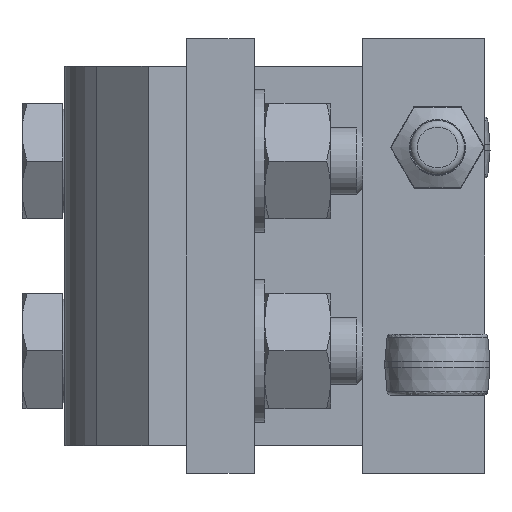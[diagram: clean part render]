
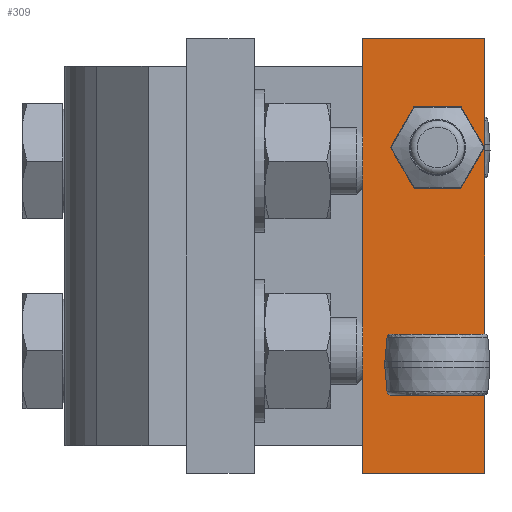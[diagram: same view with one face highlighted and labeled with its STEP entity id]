
A CAD part, left-side view. The second image highlights one B-rep face of the part: STEP entity #309.
In plain terms, the highlighted planar face has unit normal (-1, 0, 0).
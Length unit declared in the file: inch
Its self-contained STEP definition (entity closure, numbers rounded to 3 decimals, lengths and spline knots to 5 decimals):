
#124=CARTESIAN_POINT('',(5.03125,-1.6875,-0.71875));
#125=VERTEX_POINT('',#124);
#126=CARTESIAN_POINT('',(5.03125,-1.6875,-1.));
#127=DIRECTION('',(1.0,0.0,0.0));
#128=DIRECTION('',(0.0,0.0,-1.0));
#129=AXIS2_PLACEMENT_3D('',#126,#127,#128);
#130=CIRCLE('',#129,0.28125);
#131=EDGE_CURVE('',#125,#125,#130,.T.);
#152=CARTESIAN_POINT('',(5.03125,-1.6875,1.28125));
#153=VERTEX_POINT('',#152);
#154=CARTESIAN_POINT('',(5.03125,-1.6875,1.0));
#155=DIRECTION('',(1.0,0.0,0.0));
#156=DIRECTION('',(0.0,0.0,-1.0));
#157=AXIS2_PLACEMENT_3D('',#154,#155,#156);
#158=CIRCLE('',#157,0.28125);
#159=EDGE_CURVE('',#153,#153,#158,.T.);
#180=CARTESIAN_POINT('',(5.03125,-1.,2.0));
#181=VERTEX_POINT('',#180);
#198=CARTESIAN_POINT('',(5.03125,-1.,-2.0));
#199=VERTEX_POINT('',#198);
#206=CARTESIAN_POINT('',(5.03125,-1.,-2.0));
#207=DIRECTION('',(0.0,0.0,1.0));
#208=VECTOR('',#207,4.0);
#209=LINE('',#206,#208);
#210=EDGE_CURVE('',#199,#181,#209,.T.);
#262=CARTESIAN_POINT('',(5.03125,-2.125,-2.0));
#263=VERTEX_POINT('',#262);
#270=CARTESIAN_POINT('',(5.03125,-1.,-2.0));
#271=DIRECTION('',(0.0,-1.0,0.0));
#272=VECTOR('',#271,1.125);
#273=LINE('',#270,#272);
#274=EDGE_CURVE('',#199,#263,#273,.T.);
#280=CARTESIAN_POINT('',(5.03125,-2.125,0.0));
#281=DIRECTION('',(-1.0,0.0,0.0));
#282=DIRECTION('',(0.0,0.0,1.0));
#283=AXIS2_PLACEMENT_3D('',#280,#281,#282);
#284=PLANE('',#283);
#285=CARTESIAN_POINT('',(5.03125,-2.125,2.0));
#286=VERTEX_POINT('',#285);
#287=CARTESIAN_POINT('',(5.03125,-2.125,2.0));
#288=DIRECTION('',(0.0,1.0,0.0));
#289=VECTOR('',#288,1.125);
#290=LINE('',#287,#289);
#291=EDGE_CURVE('',#286,#181,#290,.T.);
#292=ORIENTED_EDGE('',*,*,#291,.T.);
#293=ORIENTED_EDGE('',*,*,#210,.F.);
#294=ORIENTED_EDGE('',*,*,#274,.T.);
#295=CARTESIAN_POINT('',(5.03125,-2.125,2.0));
#296=DIRECTION('',(0.0,0.0,-1.0));
#297=VECTOR('',#296,4.0);
#298=LINE('',#295,#297);
#299=EDGE_CURVE('',#286,#263,#298,.T.);
#300=ORIENTED_EDGE('',*,*,#299,.F.);
#301=EDGE_LOOP('',(#292,#293,#294,#300));
#302=FACE_OUTER_BOUND('',#301,.T.);
#303=ORIENTED_EDGE('',*,*,#131,.T.);
#304=EDGE_LOOP('',(#303));
#305=FACE_BOUND('',#304,.T.);
#306=ORIENTED_EDGE('',*,*,#159,.T.);
#307=EDGE_LOOP('',(#306));
#308=FACE_BOUND('',#307,.T.);
#309=ADVANCED_FACE('',(#302,#305,#308),#284,.T.);
